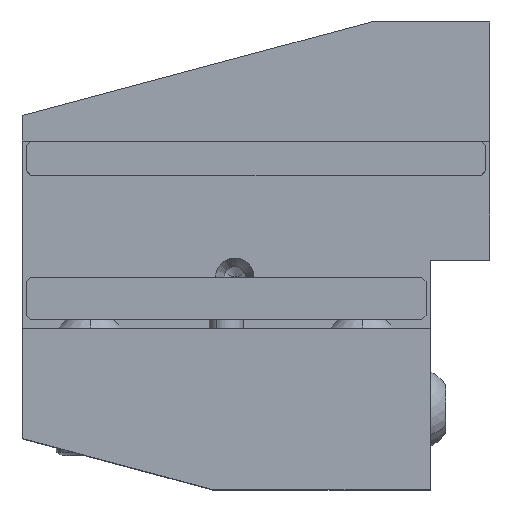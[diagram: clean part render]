
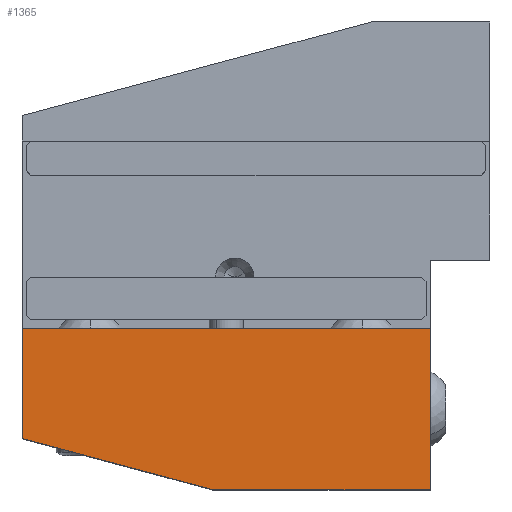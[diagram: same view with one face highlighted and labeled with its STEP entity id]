
A CAD part, top view. The second image highlights one B-rep face of the part: STEP entity #1365.
In plain terms, the highlighted planar face has unit normal (0, 0, 1).
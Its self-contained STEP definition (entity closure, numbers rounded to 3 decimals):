
#308 = CARTESIAN_POINT ( 'NONE',  ( -107.271, -39.506, 103.13 ) ) ;
#480 = VECTOR ( 'NONE', #875, 1000. ) ;
#485 = EDGE_CURVE ( 'NONE', #1943, #2960, #6492, .T. ) ;
#489 = CARTESIAN_POINT ( 'NONE',  ( -129.663, -39.506, 103.13 ) ) ;
#667 = VECTOR ( 'NONE', #1446, 1000. ) ;
#705 = LINE ( 'NONE', #5253, #480 ) ;
#875 = DIRECTION ( 'NONE',  ( 1., 0., 0. ) ) ;
#1146 = VECTOR ( 'NONE', #5420, 1000. ) ;
#1365 = ADVANCED_FACE ( 'NONE', ( #6752 ), #3411, .T. ) ;
#1367 = DIRECTION ( 'NONE',  ( -0.966, 0.259, 0. ) ) ;
#1446 = DIRECTION ( 'NONE',  ( 1., 0., 0. ) ) ;
#1472 = VECTOR ( 'NONE', #8371, 1000. ) ;
#1943 = VERTEX_POINT ( 'NONE', #308 ) ;
#2737 = ORIENTED_EDGE ( 'NONE', *, *, #6567, .F. ) ;
#2882 = CARTESIAN_POINT ( 'NONE',  ( -81.663, -39.506, 103.13 ) ) ;
#2960 = VERTEX_POINT ( 'NONE', #2882 ) ;
#3058 = LINE ( 'NONE', #6158, #1146 ) ;
#3401 = LINE ( 'NONE', #5751, #7059 ) ;
#3411 = PLANE ( 'NONE',  #6996 ) ;
#3883 = EDGE_CURVE ( 'NONE', #7200, #8253, #705, .T. ) ;
#3958 = CARTESIAN_POINT ( 'NONE',  ( -81.663, -39.506, 103.13 ) ) ;
#4148 = DIRECTION ( 'NONE',  ( 1., 0., 0. ) ) ;
#5087 = CARTESIAN_POINT ( 'NONE',  ( -129.663, -39.506, 103.13 ) ) ;
#5253 = CARTESIAN_POINT ( 'NONE',  ( -129.663, -20.506, 103.13 ) ) ;
#5420 = DIRECTION ( 'NONE',  ( 0., -1., 0. ) ) ;
#5751 = CARTESIAN_POINT ( 'NONE',  ( -129.663, -33.506, 103.13 ) ) ;
#6158 = CARTESIAN_POINT ( 'NONE',  ( -129.663, 15.494, 103.13 ) ) ;
#6343 = EDGE_CURVE ( 'NONE', #7200, #8821, #3058, .T. ) ;
#6436 = CARTESIAN_POINT ( 'NONE',  ( -129.663, -20.506, 103.13 ) ) ;
#6492 = LINE ( 'NONE', #5087, #667 ) ;
#6552 = ORIENTED_EDGE ( 'NONE', *, *, #3883, .F. ) ;
#6567 = EDGE_CURVE ( 'NONE', #8253, #2960, #8803, .T. ) ;
#6752 = FACE_OUTER_BOUND ( 'NONE', #8781, .T. ) ;
#6943 = ORIENTED_EDGE ( 'NONE', *, *, #8618, .F. ) ;
#6996 = AXIS2_PLACEMENT_3D ( 'NONE', #489, #8543, #4148 ) ;
#6997 = ORIENTED_EDGE ( 'NONE', *, *, #485, .T. ) ;
#7059 = VECTOR ( 'NONE', #1367, 1000. ) ;
#7200 = VERTEX_POINT ( 'NONE', #6436 ) ;
#7494 = CARTESIAN_POINT ( 'NONE',  ( -129.663, -33.506, 103.13 ) ) ;
#7635 = ORIENTED_EDGE ( 'NONE', *, *, #6343, .T. ) ;
#8253 = VERTEX_POINT ( 'NONE', #8329 ) ;
#8329 = CARTESIAN_POINT ( 'NONE',  ( -81.663, -20.506, 103.13 ) ) ;
#8371 = DIRECTION ( 'NONE',  ( 0., -1., 0. ) ) ;
#8543 = DIRECTION ( 'NONE',  ( 0., 0., 1. ) ) ;
#8618 = EDGE_CURVE ( 'NONE', #1943, #8821, #3401, .T. ) ;
#8781 = EDGE_LOOP ( 'NONE', ( #6943, #6997, #2737, #6552, #7635 ) ) ;
#8803 = LINE ( 'NONE', #3958, #1472 ) ;
#8821 = VERTEX_POINT ( 'NONE', #7494 ) ;
